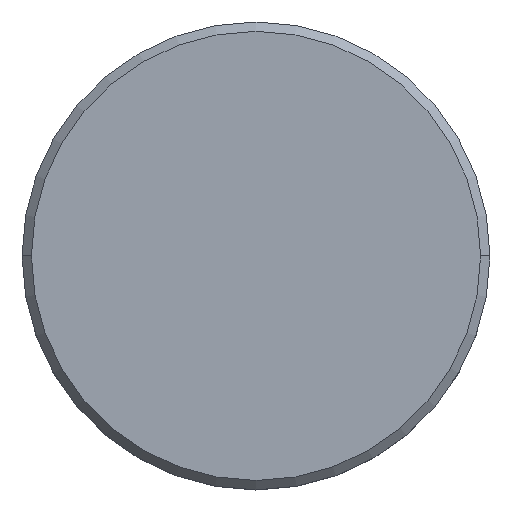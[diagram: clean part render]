
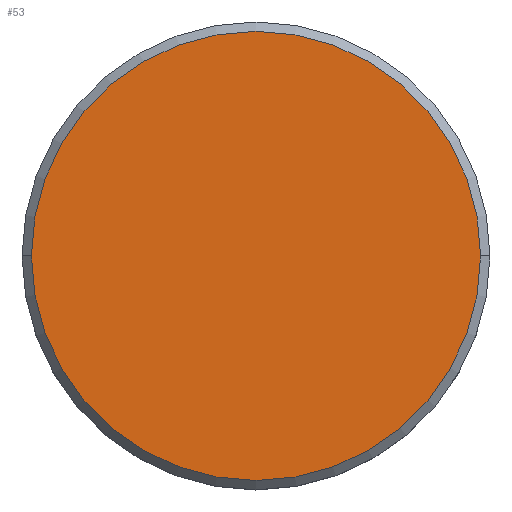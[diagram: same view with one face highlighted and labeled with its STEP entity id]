
A CAD part, top view. The second image highlights one B-rep face of the part: STEP entity #53.
In plain terms, the highlighted planar face has unit normal (0, 0, 1).
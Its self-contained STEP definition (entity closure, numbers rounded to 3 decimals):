
#53 = ADVANCED_FACE ( 'NONE', ( #1054 ), #322, .T. ) ;
#55 = DIRECTION ( 'NONE',  ( 1., 0., 0. ) ) ;
#108 = CARTESIAN_POINT ( 'NONE',  ( 12., 0., 0. ) ) ;
#185 = CARTESIAN_POINT ( 'NONE',  ( -12., 0., 0. ) ) ;
#203 = EDGE_LOOP ( 'NONE', ( #902, #793 ) ) ;
#239 = DIRECTION ( 'NONE',  ( 1., 0., 0. ) ) ;
#279 = EDGE_CURVE ( 'NONE', #379, #929, #625, .T. ) ;
#311 = AXIS2_PLACEMENT_3D ( 'NONE', #1126, #1121, #239 ) ;
#322 = PLANE ( 'NONE',  #311 ) ;
#359 = DIRECTION ( 'NONE',  ( 0., 0., 1. ) ) ;
#379 = VERTEX_POINT ( 'NONE', #185 ) ;
#402 = DIRECTION ( 'NONE',  ( 0., 0., 1. ) ) ;
#410 = AXIS2_PLACEMENT_3D ( 'NONE', #419, #402, #1032 ) ;
#419 = CARTESIAN_POINT ( 'NONE',  ( 0., 0., 0. ) ) ;
#504 = EDGE_CURVE ( 'NONE', #929, #379, #1104, .T. ) ;
#625 = CIRCLE ( 'NONE', #706, 12. ) ;
#706 = AXIS2_PLACEMENT_3D ( 'NONE', #1082, #359, #55 ) ;
#793 = ORIENTED_EDGE ( 'NONE', *, *, #504, .T. ) ;
#902 = ORIENTED_EDGE ( 'NONE', *, *, #279, .T. ) ;
#929 = VERTEX_POINT ( 'NONE', #108 ) ;
#1032 = DIRECTION ( 'NONE',  ( 1., 0., 0. ) ) ;
#1054 = FACE_OUTER_BOUND ( 'NONE', #203, .T. ) ;
#1082 = CARTESIAN_POINT ( 'NONE',  ( 0., 0., 0. ) ) ;
#1104 = CIRCLE ( 'NONE', #410, 12. ) ;
#1121 = DIRECTION ( 'NONE',  ( 0., 0., 1. ) ) ;
#1126 = CARTESIAN_POINT ( 'NONE',  ( 0., 0., 0. ) ) ;
